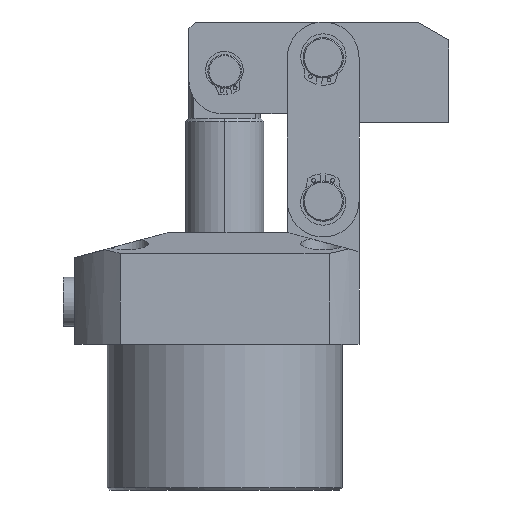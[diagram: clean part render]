
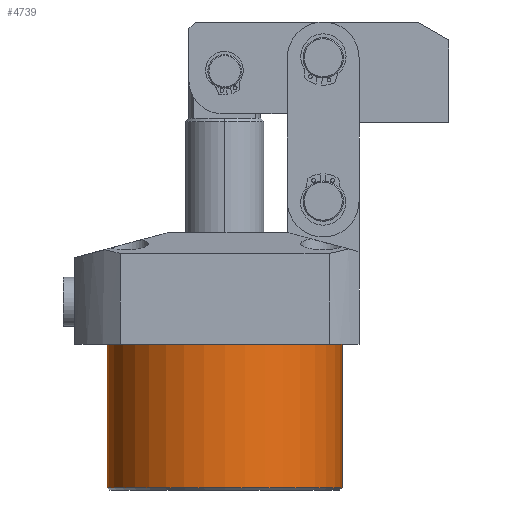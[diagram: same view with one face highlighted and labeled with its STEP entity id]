
A CAD part, front view. The second image highlights one B-rep face of the part: STEP entity #4739.
In plain terms, the highlighted cylindrical face has radius 52.5 mm (diameter 105 mm), a partial arc.
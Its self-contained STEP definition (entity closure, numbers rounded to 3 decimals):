
#391 = CARTESIAN_POINT ( 'NONE',  ( 0., 0., -64. ) ) ;
#392 = DIRECTION ( 'NONE',  ( 0., 0., 1. ) ) ;
#393 = DIRECTION ( 'NONE',  ( -1., 0., 0. ) ) ;
#536 = DIRECTION ( 'NONE',  ( 0., 0., 1. ) ) ;
#544 = CARTESIAN_POINT ( 'NONE',  ( 52.5, 0., -65. ) ) ;
#598 = CARTESIAN_POINT ( 'NONE',  ( 0., 0., 0. ) ) ;
#599 = DIRECTION ( 'NONE',  ( 0., 0., -1. ) ) ;
#600 = DIRECTION ( 'NONE',  ( 1., 0., 0. ) ) ;
#603 = CARTESIAN_POINT ( 'NONE',  ( -52.5, 0., -65. ) ) ;
#604 = DIRECTION ( 'NONE',  ( 0., 0., 1. ) ) ;
#916 = EDGE_CURVE ( 'NONE', #10038, #10039, #8692, .T. ) ;
#1033 = EDGE_CURVE ( 'NONE', #10039, #9980, #8857, .T. ) ;
#1049 = EDGE_CURVE ( 'NONE', #9980, #9976, #8876, .T. ) ;
#1052 = EDGE_CURVE ( 'NONE', #10038, #9976, #8882, .T. ) ;
#1582 = ORIENTED_EDGE ( 'NONE', *, *, #1049, .T. ) ;
#1588 = ORIENTED_EDGE ( 'NONE', *, *, #1052, .F. ) ;
#1627 = ORIENTED_EDGE ( 'NONE', *, *, #1033, .T. ) ;
#1645 = ORIENTED_EDGE ( 'NONE', *, *, #916, .T. ) ;
#1967 = EDGE_LOOP ( 'NONE', ( #1588, #1645, #1627, #1582 ) ) ;
#2180 = AXIS2_PLACEMENT_3D ( 'NONE', #6041, #6039, #6037 ) ;
#4131 = AXIS2_PLACEMENT_3D ( 'NONE', #391, #392, #393 ) ;
#4172 = AXIS2_PLACEMENT_3D ( 'NONE', #598, #599, #600 ) ;
#4739 = ADVANCED_FACE ( 'NONE', ( #5311 ), #5318, .T. ) ;
#5311 = FACE_OUTER_BOUND ( 'NONE', #1967, .T. ) ;
#5318 = CYLINDRICAL_SURFACE ( 'NONE', #2180, 52.5 ) ;
#6037 = DIRECTION ( 'NONE',  ( 1., 0., 0. ) ) ;
#6039 = DIRECTION ( 'NONE',  ( 0., 0., 1. ) ) ;
#6041 = CARTESIAN_POINT ( 'NONE',  ( 0., 0., -65. ) ) ;
#8692 = CIRCLE ( 'NONE', #4131, 52.5 ) ;
#8857 = LINE ( 'NONE', #544, #8860 ) ;
#8860 = VECTOR ( 'NONE', #536, 1000. ) ;
#8876 = CIRCLE ( 'NONE', #4172, 52.5 ) ;
#8882 = LINE ( 'NONE', #603, #8885 ) ;
#8885 = VECTOR ( 'NONE', #604, 1000. ) ;
#9311 = CARTESIAN_POINT ( 'NONE',  ( -52.5, 0., 0. ) ) ;
#9315 = CARTESIAN_POINT ( 'NONE',  ( 52.5, 0., 0. ) ) ;
#9373 = CARTESIAN_POINT ( 'NONE',  ( -52.5, 0., -64. ) ) ;
#9374 = CARTESIAN_POINT ( 'NONE',  ( 52.5, 0., -64. ) ) ;
#9976 = VERTEX_POINT ( 'NONE', #9311 ) ;
#9980 = VERTEX_POINT ( 'NONE', #9315 ) ;
#10038 = VERTEX_POINT ( 'NONE', #9373 ) ;
#10039 = VERTEX_POINT ( 'NONE', #9374 ) ;
